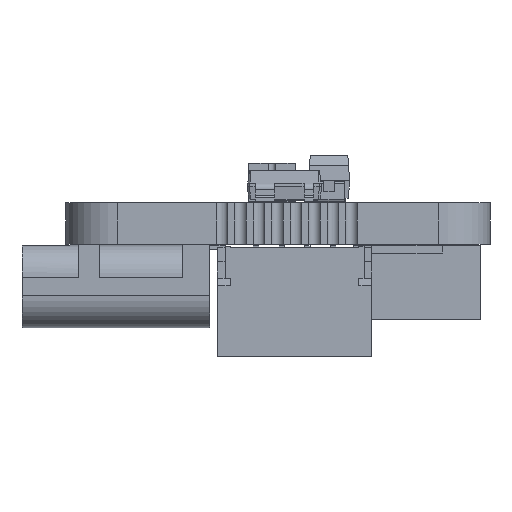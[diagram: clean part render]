
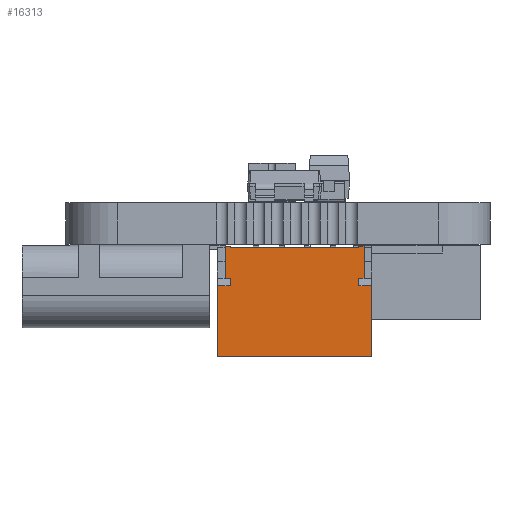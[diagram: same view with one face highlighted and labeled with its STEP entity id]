
A CAD part, left-side view. The second image highlights one B-rep face of the part: STEP entity #16313.
In plain terms, the highlighted face is planar.
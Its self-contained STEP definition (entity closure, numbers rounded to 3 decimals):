
#983=FACE_OUTER_BOUND('',#1876,.T.);
#1876=EDGE_LOOP('',(#10616,#10617,#10618,#10619,#10620,#10621,#10622,#10623,
#10624,#10625,#10626,#10627,#10628,#10629,#10630,#10631));
#2829=LINE('',#22197,#4704);
#2850=LINE('',#22240,#4725);
#2856=LINE('',#22250,#4731);
#2861=LINE('',#22260,#4736);
#2862=LINE('',#22264,#4737);
#2863=LINE('',#22266,#4738);
#2864=LINE('',#22268,#4739);
#2865=LINE('',#22270,#4740);
#2866=LINE('',#22272,#4741);
#2867=LINE('',#22274,#4742);
#2868=LINE('',#22276,#4743);
#2869=LINE('',#22277,#4744);
#2870=LINE('',#22279,#4745);
#2871=LINE('',#22281,#4746);
#2872=LINE('',#22283,#4747);
#2873=LINE('',#22284,#4748);
#4704=VECTOR('',#18325,1.);
#4725=VECTOR('',#18348,1.);
#4731=VECTOR('',#18356,1.);
#4736=VECTOR('',#18363,1.);
#4737=VECTOR('',#18366,1.);
#4738=VECTOR('',#18367,1.);
#4739=VECTOR('',#18368,1.);
#4740=VECTOR('',#18369,1.);
#4741=VECTOR('',#18370,1.);
#4742=VECTOR('',#18371,1.);
#4743=VECTOR('',#18372,1.);
#4744=VECTOR('',#18373,1.);
#4745=VECTOR('',#18374,1.);
#4746=VECTOR('',#18375,1.);
#4747=VECTOR('',#18376,1.);
#4748=VECTOR('',#18377,1.);
#6578=VERTEX_POINT('',#22194);
#6579=VERTEX_POINT('',#22196);
#6599=VERTEX_POINT('',#22237);
#6600=VERTEX_POINT('',#22239);
#6604=VERTEX_POINT('',#22252);
#6608=VERTEX_POINT('',#22262);
#6609=VERTEX_POINT('',#22263);
#6610=VERTEX_POINT('',#22265);
#6611=VERTEX_POINT('',#22267);
#6612=VERTEX_POINT('',#22269);
#6613=VERTEX_POINT('',#22271);
#6614=VERTEX_POINT('',#22273);
#6615=VERTEX_POINT('',#22275);
#6616=VERTEX_POINT('',#22278);
#6617=VERTEX_POINT('',#22280);
#6618=VERTEX_POINT('',#22282);
#8161=EDGE_CURVE('',#6579,#6578,#2829,.T.);
#8182=EDGE_CURVE('',#6600,#6599,#2850,.T.);
#8188=EDGE_CURVE('',#6578,#6600,#2856,.T.);
#8193=EDGE_CURVE('',#6579,#6604,#2861,.T.);
#8194=EDGE_CURVE('',#6608,#6609,#2862,.T.);
#8195=EDGE_CURVE('',#6609,#6610,#2863,.T.);
#8196=EDGE_CURVE('',#6610,#6611,#2864,.T.);
#8197=EDGE_CURVE('',#6611,#6612,#2865,.T.);
#8198=EDGE_CURVE('',#6612,#6613,#2866,.T.);
#8199=EDGE_CURVE('',#6614,#6613,#2867,.T.);
#8200=EDGE_CURVE('',#6615,#6614,#2868,.T.);
#8201=EDGE_CURVE('',#6604,#6615,#2869,.T.);
#8202=EDGE_CURVE('',#6616,#6599,#2870,.T.);
#8203=EDGE_CURVE('',#6617,#6616,#2871,.T.);
#8204=EDGE_CURVE('',#6617,#6618,#2872,.T.);
#8205=EDGE_CURVE('',#6618,#6608,#2873,.T.);
#10616=ORIENTED_EDGE('',*,*,#8194,.T.);
#10617=ORIENTED_EDGE('',*,*,#8195,.T.);
#10618=ORIENTED_EDGE('',*,*,#8196,.T.);
#10619=ORIENTED_EDGE('',*,*,#8197,.T.);
#10620=ORIENTED_EDGE('',*,*,#8198,.T.);
#10621=ORIENTED_EDGE('',*,*,#8199,.F.);
#10622=ORIENTED_EDGE('',*,*,#8200,.F.);
#10623=ORIENTED_EDGE('',*,*,#8201,.F.);
#10624=ORIENTED_EDGE('',*,*,#8193,.F.);
#10625=ORIENTED_EDGE('',*,*,#8161,.T.);
#10626=ORIENTED_EDGE('',*,*,#8188,.T.);
#10627=ORIENTED_EDGE('',*,*,#8182,.T.);
#10628=ORIENTED_EDGE('',*,*,#8202,.F.);
#10629=ORIENTED_EDGE('',*,*,#8203,.F.);
#10630=ORIENTED_EDGE('',*,*,#8204,.T.);
#10631=ORIENTED_EDGE('',*,*,#8205,.T.);
#15406=PLANE('',#17320);
#16313=ADVANCED_FACE('',(#983),#15406,.F.);
#17320=AXIS2_PLACEMENT_3D('',#22261,#18364,#18365);
#18325=DIRECTION('',(-1.,0.,0.));
#18348=DIRECTION('',(-1.,0.,0.));
#18356=DIRECTION('',(0.,1.,0.));
#18363=DIRECTION('',(0.,1.,0.));
#18364=DIRECTION('center_axis',(0.,0.,1.));
#18365=DIRECTION('ref_axis',(1.,0.,0.));
#18366=DIRECTION('',(0.,1.,0.));
#18367=DIRECTION('',(-1.,0.,0.));
#18368=DIRECTION('',(0.,1.,0.));
#18369=DIRECTION('',(1.,0.,0.));
#18370=DIRECTION('',(0.,-1.,0.));
#18371=DIRECTION('',(1.,0.,0.));
#18372=DIRECTION('',(0.,1.,0.));
#18373=DIRECTION('',(-1.,0.,0.));
#18374=DIRECTION('',(0.,1.,0.));
#18375=DIRECTION('',(1.,0.,0.));
#18376=DIRECTION('',(0.,1.,0.));
#18377=DIRECTION('',(1.,0.,0.));
#22194=CARTESIAN_POINT('',(2.5,-0.05,-0.7));
#22196=CARTESIAN_POINT('',(2.7,-0.05,-0.7));
#22197=CARTESIAN_POINT('',(2.7,-0.05,-0.7));
#22237=CARTESIAN_POINT('',(-2.5,0.,-0.7));
#22239=CARTESIAN_POINT('',(2.5,0.,-0.7));
#22240=CARTESIAN_POINT('',(3.,0.,-0.7));
#22250=CARTESIAN_POINT('',(2.5,1.2,-0.7));
#22252=CARTESIAN_POINT('',(2.7,1.2,-0.7));
#22260=CARTESIAN_POINT('',(2.7,1.2,-0.7));
#22261=CARTESIAN_POINT('Origin',(-3.,0.,-0.7));
#22262=CARTESIAN_POINT('',(-2.5,1.2,-0.7));
#22263=CARTESIAN_POINT('',(-2.5,1.489,-0.7));
#22264=CARTESIAN_POINT('',(-2.5,1.489,-0.7));
#22265=CARTESIAN_POINT('',(-3.,1.489,-0.7));
#22266=CARTESIAN_POINT('',(-2.5,1.489,-0.7));
#22267=CARTESIAN_POINT('',(-3.,4.25,-0.7));
#22268=CARTESIAN_POINT('',(-3.,0.,-0.7));
#22269=CARTESIAN_POINT('',(3.,4.25,-0.7));
#22270=CARTESIAN_POINT('',(-3.,4.25,-0.7));
#22271=CARTESIAN_POINT('',(3.,1.489,-0.7));
#22272=CARTESIAN_POINT('',(3.,0.,-0.7));
#22273=CARTESIAN_POINT('',(2.5,1.489,-0.7));
#22274=CARTESIAN_POINT('',(2.5,1.489,-0.7));
#22275=CARTESIAN_POINT('',(2.5,1.2,-0.7));
#22276=CARTESIAN_POINT('',(2.5,0.55,-0.7));
#22277=CARTESIAN_POINT('',(2.7,1.2,-0.7));
#22278=CARTESIAN_POINT('',(-2.5,-0.05,-0.7));
#22279=CARTESIAN_POINT('',(-2.5,1.2,-0.7));
#22280=CARTESIAN_POINT('',(-2.7,-0.05,-0.7));
#22281=CARTESIAN_POINT('',(-2.7,-0.05,-0.7));
#22282=CARTESIAN_POINT('',(-2.7,1.2,-0.7));
#22283=CARTESIAN_POINT('',(-2.7,1.2,-0.7));
#22284=CARTESIAN_POINT('',(-2.7,1.2,-0.7));
